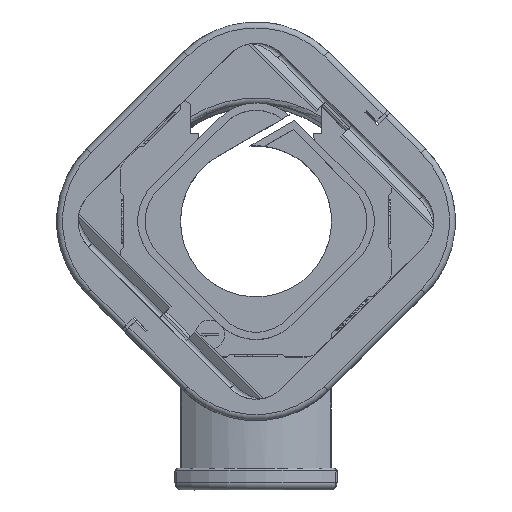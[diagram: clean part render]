
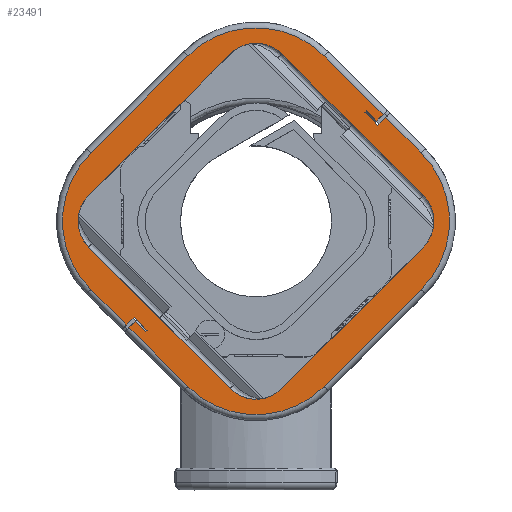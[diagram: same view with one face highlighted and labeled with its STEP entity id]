
A CAD part, top view. The second image highlights one B-rep face of the part: STEP entity #23491.
In plain terms, the highlighted planar face has unit normal (0, 0, 1).
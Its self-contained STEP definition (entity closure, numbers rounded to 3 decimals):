
#86=DIRECTION('',(-0.707,-0.707,0.));
#87=VECTOR('',#86,0.15);
#88=CARTESIAN_POINT('',(7.566,7.566,9.4));
#89=LINE('',#88,#87);
#716=DIRECTION('',(0.707,0.707,0.));
#717=VECTOR('',#716,0.6);
#718=CARTESIAN_POINT('',(-8.697,-7.283,9.4));
#719=LINE('',#718,#717);
#881=DIRECTION('',(0.707,0.707,0.));
#882=VECTOR('',#881,0.15);
#883=CARTESIAN_POINT('',(-7.566,-7.566,9.4));
#884=LINE('',#883,#882);
#1516=DIRECTION('',(-0.707,-0.707,0.));
#1517=VECTOR('',#1516,0.6);
#1518=CARTESIAN_POINT('',(8.697,7.283,9.4));
#1519=LINE('',#1518,#1517);
#1749=DIRECTION('',(0.707,-0.707,0.));
#1750=VECTOR('',#1749,1.);
#1751=CARTESIAN_POINT('',(7.566,7.566,9.4));
#1752=LINE('',#1751,#1750);
#1753=DIRECTION('',(0.707,-0.707,0.));
#1754=VECTOR('',#1753,1.25);
#1755=CARTESIAN_POINT('',(-8.344,-6.576,9.4));
#1756=LINE('',#1755,#1754);
#1757=DIRECTION('',(0.707,0.707,0.));
#1758=VECTOR('',#1757,0.75);
#1759=CARTESIAN_POINT('',(-8.874,-7.106,9.4));
#1760=LINE('',#1759,#1758);
#1761=DIRECTION('',(-0.707,0.707,0.));
#1762=VECTOR('',#1761,3.45);
#1763=CARTESIAN_POINT('',(-8.874,-7.106,9.4));
#1764=LINE('',#1763,#1762);
#1765=CARTESIAN_POINT('',(-6.647,0.,9.4));
#1766=DIRECTION('',(0.,0.,-1.));
#1767=DIRECTION('',(-0.707,-0.707,0.));
#1768=AXIS2_PLACEMENT_3D('',#1765,#1766,#1767);
#1770=DIRECTION('',(0.707,0.707,0.));
#1771=VECTOR('',#1770,9.4);
#1772=CARTESIAN_POINT('',(-11.314,4.667,9.4));
#1773=LINE('',#1772,#1771);
#1774=CARTESIAN_POINT('',(0.,6.647,9.4));
#1775=DIRECTION('',(0.,0.,-1.));
#1776=DIRECTION('',(-0.707,0.707,0.));
#1777=AXIS2_PLACEMENT_3D('',#1774,#1775,#1776);
#1779=DIRECTION('',(0.707,-0.707,0.));
#1780=VECTOR('',#1779,5.7);
#1781=CARTESIAN_POINT('',(4.667,11.314,9.4));
#1782=LINE('',#1781,#1780);
#1783=DIRECTION('',(-0.707,0.707,0.));
#1784=VECTOR('',#1783,1.25);
#1785=CARTESIAN_POINT('',(8.344,6.576,9.4));
#1786=LINE('',#1785,#1784);
#1787=DIRECTION('',(-0.707,-0.707,0.));
#1788=VECTOR('',#1787,0.75);
#1789=CARTESIAN_POINT('',(8.874,7.106,9.4));
#1790=LINE('',#1789,#1788);
#1791=DIRECTION('',(0.707,-0.707,0.));
#1792=VECTOR('',#1791,3.45);
#1793=CARTESIAN_POINT('',(8.874,7.106,9.4));
#1794=LINE('',#1793,#1792);
#1795=CARTESIAN_POINT('',(6.647,0.,9.4));
#1796=DIRECTION('',(0.,0.,-1.));
#1797=DIRECTION('',(0.707,0.707,0.));
#1798=AXIS2_PLACEMENT_3D('',#1795,#1796,#1797);
#1800=DIRECTION('',(-0.707,-0.707,0.));
#1801=VECTOR('',#1800,9.4);
#1802=CARTESIAN_POINT('',(11.314,-4.667,9.4));
#1803=LINE('',#1802,#1801);
#1804=CARTESIAN_POINT('',(0.,-6.647,9.4));
#1805=DIRECTION('',(0.,0.,-1.));
#1806=DIRECTION('',(0.707,-0.707,0.));
#1807=AXIS2_PLACEMENT_3D('',#1804,#1805,#1806);
#1809=DIRECTION('',(-0.707,0.707,0.));
#1810=VECTOR('',#1809,5.7);
#1811=CARTESIAN_POINT('',(-4.667,-11.314,9.4));
#1812=LINE('',#1811,#1810);
#1813=DIRECTION('',(-0.707,-0.707,0.));
#1814=VECTOR('',#1813,13.7);
#1815=CARTESIAN_POINT('',(-1.768,11.455,9.4));
#1816=LINE('',#1815,#1814);
#1817=DIRECTION('',(0.707,0.707,0.));
#1818=VECTOR('',#1817,13.7);
#1819=CARTESIAN_POINT('',(1.768,-11.455,9.4));
#1820=LINE('',#1819,#1818);
#2341=DIRECTION('',(-0.707,0.707,0.));
#2342=VECTOR('',#2341,1.);
#2343=CARTESIAN_POINT('',(-7.566,-7.566,9.4));
#2344=LINE('',#2343,#2342);
#2457=DIRECTION('',(0.707,-0.707,0.));
#2458=VECTOR('',#2457,13.7);
#2459=CARTESIAN_POINT('',(1.768,11.455,9.4));
#2460=LINE('',#2459,#2458);
#2890=CARTESIAN_POINT('',(0.,-9.687,9.4));
#2891=DIRECTION('',(0.,0.,-1.));
#2892=DIRECTION('',(0.707,-0.707,0.));
#2893=AXIS2_PLACEMENT_3D('',#2890,#2891,#2892);
#6555=CARTESIAN_POINT('',(9.687,0.,9.4));
#6556=DIRECTION('',(0.,0.,-1.));
#6557=DIRECTION('',(0.707,0.707,0.));
#6558=AXIS2_PLACEMENT_3D('',#6555,#6556,#6557);
#6806=DIRECTION('',(-0.707,0.707,0.));
#6807=VECTOR('',#6806,13.7);
#6808=CARTESIAN_POINT('',(-1.768,-11.455,9.4));
#6809=LINE('',#6808,#6807);
#6869=CARTESIAN_POINT('',(-9.687,0.,9.4));
#6870=DIRECTION('',(0.,0.,-1.));
#6871=DIRECTION('',(-0.707,-0.707,0.));
#6872=AXIS2_PLACEMENT_3D('',#6869,#6870,#6871);
#17650=CARTESIAN_POINT('',(0.,9.687,9.4));
#17651=DIRECTION('',(0.,0.,-1.));
#17652=DIRECTION('',(-0.707,0.707,0.));
#17653=AXIS2_PLACEMENT_3D('',#17650,#17651,#17652);
#19618=CARTESIAN_POINT('',(-8.273,-6.859,9.4));
#19620=VERTEX_POINT('',#19618);
#19636=CARTESIAN_POINT('',(-7.566,-7.566,9.4));
#19638=VERTEX_POINT('',#19636);
#20344=CARTESIAN_POINT('',(1.768,-11.455,9.4));
#20345=CARTESIAN_POINT('',(11.455,-1.768,9.4));
#20346=VERTEX_POINT('',#20344);
#20347=VERTEX_POINT('',#20345);
#20352=CARTESIAN_POINT('',(-1.768,-11.455,9.4));
#20353=VERTEX_POINT('',#20352);
#20354=CARTESIAN_POINT('',(11.455,1.768,9.4));
#20355=VERTEX_POINT('',#20354);
#20444=CARTESIAN_POINT('',(8.344,6.576,9.4));
#20446=VERTEX_POINT('',#20444);
#20536=CARTESIAN_POINT('',(-8.697,-7.283,9.4));
#20538=VERTEX_POINT('',#20536);
#20539=CARTESIAN_POINT('',(-4.667,-11.314,9.4));
#20540=VERTEX_POINT('',#20539);
#20545=CARTESIAN_POINT('',(4.667,-11.314,9.4));
#20546=VERTEX_POINT('',#20545);
#20549=CARTESIAN_POINT('',(11.314,-4.667,9.4));
#20550=VERTEX_POINT('',#20549);
#20553=CARTESIAN_POINT('',(11.314,4.667,9.4));
#20554=VERTEX_POINT('',#20553);
#20555=CARTESIAN_POINT('',(8.874,7.106,9.4));
#20557=VERTEX_POINT('',#20555);
#20697=CARTESIAN_POINT('',(8.273,6.859,9.4));
#20699=VERTEX_POINT('',#20697);
#20715=CARTESIAN_POINT('',(7.566,7.566,9.4));
#20717=VERTEX_POINT('',#20715);
#21423=CARTESIAN_POINT('',(-1.768,11.455,9.4));
#21424=CARTESIAN_POINT('',(-11.455,1.768,9.4));
#21425=VERTEX_POINT('',#21423);
#21426=VERTEX_POINT('',#21424);
#21431=CARTESIAN_POINT('',(1.768,11.455,9.4));
#21432=VERTEX_POINT('',#21431);
#21433=CARTESIAN_POINT('',(-11.455,-1.768,9.4));
#21434=VERTEX_POINT('',#21433);
#21523=CARTESIAN_POINT('',(-8.344,-6.576,9.4));
#21525=VERTEX_POINT('',#21523);
#21615=CARTESIAN_POINT('',(8.697,7.283,9.4));
#21617=VERTEX_POINT('',#21615);
#21618=CARTESIAN_POINT('',(4.667,11.314,9.4));
#21619=VERTEX_POINT('',#21618);
#21624=CARTESIAN_POINT('',(-4.667,11.314,9.4));
#21625=VERTEX_POINT('',#21624);
#21628=CARTESIAN_POINT('',(-11.314,4.667,9.4));
#21629=VERTEX_POINT('',#21628);
#21632=CARTESIAN_POINT('',(-11.314,-4.667,9.4));
#21633=VERTEX_POINT('',#21632);
#21634=CARTESIAN_POINT('',(-8.874,-7.106,9.4));
#21636=VERTEX_POINT('',#21634);
#21775=CARTESIAN_POINT('',(-7.46,-7.46,9.4));
#21777=VERTEX_POINT('',#21775);
#21826=CARTESIAN_POINT('',(7.46,7.46,9.4));
#21828=VERTEX_POINT('',#21826);
#23441=CARTESIAN_POINT('',(0.,-16.546,9.4));
#23442=DIRECTION('',(0.,0.,1.));
#23443=DIRECTION('',(0.707,0.707,0.));
#23444=AXIS2_PLACEMENT_3D('',#23441,#23442,#23443);
#23445=PLANE('',#23444);
#23446=ORIENTED_EDGE('',*,*,#22640,.T.);
#23447=ORIENTED_EDGE('',*,*,#22695,.F.);
#23449=ORIENTED_EDGE('',*,*,#23448,.F.);
#23451=ORIENTED_EDGE('',*,*,#23450,.T.);
#23452=ORIENTED_EDGE('',*,*,#23000,.T.);
#23453=ORIENTED_EDGE('',*,*,#23016,.T.);
#23454=ORIENTED_EDGE('',*,*,#23110,.T.);
#23455=ORIENTED_EDGE('',*,*,#23123,.T.);
#23456=ORIENTED_EDGE('',*,*,#23145,.T.);
#23457=ORIENTED_EDGE('',*,*,#23434,.F.);
#23458=ORIENTED_EDGE('',*,*,#21957,.T.);
#23459=ORIENTED_EDGE('',*,*,#22013,.F.);
#23461=ORIENTED_EDGE('',*,*,#23460,.F.);
#23463=ORIENTED_EDGE('',*,*,#23462,.T.);
#23464=ORIENTED_EDGE('',*,*,#22318,.T.);
#23465=ORIENTED_EDGE('',*,*,#22334,.T.);
#23466=ORIENTED_EDGE('',*,*,#22428,.T.);
#23467=ORIENTED_EDGE('',*,*,#22441,.T.);
#23468=ORIENTED_EDGE('',*,*,#22463,.T.);
#23470=ORIENTED_EDGE('',*,*,#23469,.F.);
#23471=EDGE_LOOP('',(#23446,#23447,#23449,#23451,#23452,#23453,#23454,#23455,
#23456,#23457,#23458,#23459,#23461,#23463,#23464,#23465,#23466,#23467,#23468,
#23470));
#23472=FACE_OUTER_BOUND('',#23471,.F.);
#23474=ORIENTED_EDGE('',*,*,#23473,.F.);
#23476=ORIENTED_EDGE('',*,*,#23475,.F.);
#23478=ORIENTED_EDGE('',*,*,#23477,.T.);
#23480=ORIENTED_EDGE('',*,*,#23479,.F.);
#23482=ORIENTED_EDGE('',*,*,#23481,.F.);
#23484=ORIENTED_EDGE('',*,*,#23483,.F.);
#23486=ORIENTED_EDGE('',*,*,#23485,.T.);
#23488=ORIENTED_EDGE('',*,*,#23487,.F.);
#23489=EDGE_LOOP('',(#23474,#23476,#23478,#23480,#23482,#23484,#23486,#23488));
#23490=FACE_BOUND('',#23489,.F.);
#23491=ADVANCED_FACE('',(#23472,#23490),#23445,.T.);
#1769=CIRCLE('',#1768,6.6);
#1778=CIRCLE('',#1777,6.6);
#1799=CIRCLE('',#1798,6.6);
#1808=CIRCLE('',#1807,6.6);
#2894=CIRCLE('',#2893,2.5);
#6559=CIRCLE('',#6558,2.5);
#6873=CIRCLE('',#6872,2.5);
#17654=CIRCLE('',#17653,2.5);
#21957=EDGE_CURVE('',#20717,#21828,#89,.T.);
#22013=EDGE_CURVE('',#20446,#21828,#1786,.T.);
#22318=EDGE_CURVE('',#20554,#20550,#1799,.T.);
#22334=EDGE_CURVE('',#20550,#20546,#1803,.T.);
#22428=EDGE_CURVE('',#20546,#20540,#1808,.T.);
#22441=EDGE_CURVE('',#20540,#20538,#1812,.T.);
#22463=EDGE_CURVE('',#20538,#19620,#719,.T.);
#22640=EDGE_CURVE('',#19638,#21777,#884,.T.);
#22695=EDGE_CURVE('',#21525,#21777,#1756,.T.);
#23000=EDGE_CURVE('',#21633,#21629,#1769,.T.);
#23016=EDGE_CURVE('',#21629,#21625,#1773,.T.);
#23110=EDGE_CURVE('',#21625,#21619,#1778,.T.);
#23123=EDGE_CURVE('',#21619,#21617,#1782,.T.);
#23145=EDGE_CURVE('',#21617,#20699,#1519,.T.);
#23434=EDGE_CURVE('',#20717,#20699,#1752,.T.);
#23448=EDGE_CURVE('',#21636,#21525,#1760,.T.);
#23450=EDGE_CURVE('',#21636,#21633,#1764,.T.);
#23460=EDGE_CURVE('',#20557,#20446,#1790,.T.);
#23462=EDGE_CURVE('',#20557,#20554,#1794,.T.);
#23469=EDGE_CURVE('',#19638,#19620,#2344,.T.);
#23473=EDGE_CURVE('',#21432,#20355,#2460,.T.);
#23475=EDGE_CURVE('',#21425,#21432,#17654,.T.);
#23477=EDGE_CURVE('',#21425,#21426,#1816,.T.);
#23479=EDGE_CURVE('',#21434,#21426,#6873,.T.);
#23481=EDGE_CURVE('',#20353,#21434,#6809,.T.);
#23483=EDGE_CURVE('',#20346,#20353,#2894,.T.);
#23485=EDGE_CURVE('',#20346,#20347,#1820,.T.);
#23487=EDGE_CURVE('',#20355,#20347,#6559,.T.);
